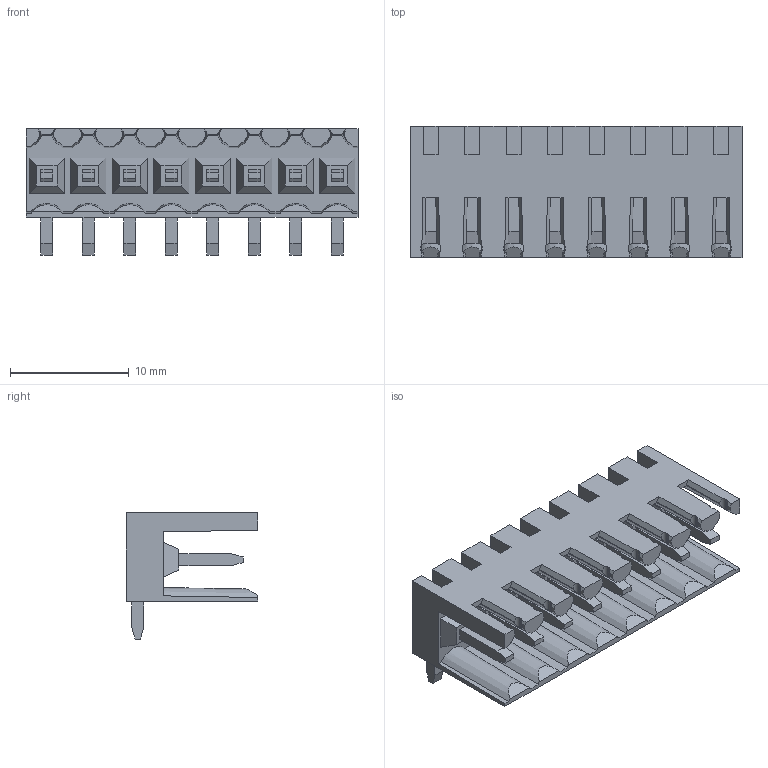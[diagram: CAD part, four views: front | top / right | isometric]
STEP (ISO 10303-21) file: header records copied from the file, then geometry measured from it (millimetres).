
FILE_DESCRIPTION(('CATIA V5 STEP Exchange','CAx-IF Rec.Pracs.--- Model Styling and Organization---1.2---2011-12-15'),'2;1');
FILE_NAME ('D1453051_0_1597270000_1597270000.stp','2018-10-10T05:28:19+00:00',('none'),('Weidmueller'),'CATIA Version 5-6 Release 2014','CATIA V5 STEP AP214','none');
FILE_SCHEMA(('AUTOMOTIVE_DESIGN { 1 0 10303 214 1 1 1 1 }'));
Length unit declared in the file: millimetre
Products named in the file (1): 1597270000
Bounding box: 28 x 11.05 x 10.65 mm (x, y, z)
Volume: 1011.6 mm3; surface area: 2449.5 mm2
Topology: 9 solids, 9 shells, 498 faces, 1466 edges, 986 vertices
Faces by surface type: plane 410, cylinder 64, cone 24
Entity records: 15417 total; most frequent: CARTESIAN_POINT 3481, ORIENTED_EDGE 2932, DIRECTION 1750, EDGE_CURVE 1466, VECTOR 1030, LINE 1030, VERTEX_POINT 986, EDGE_LOOP 514
